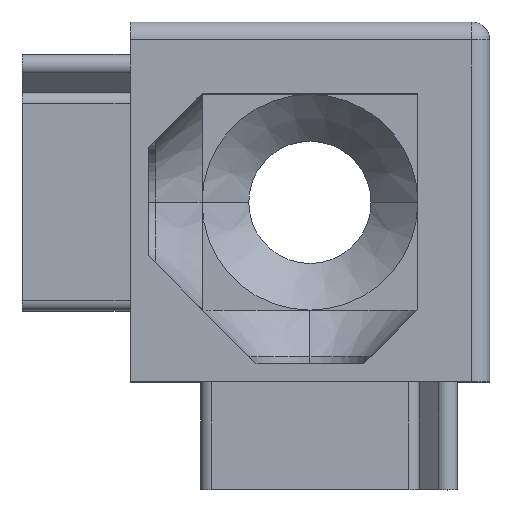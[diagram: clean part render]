
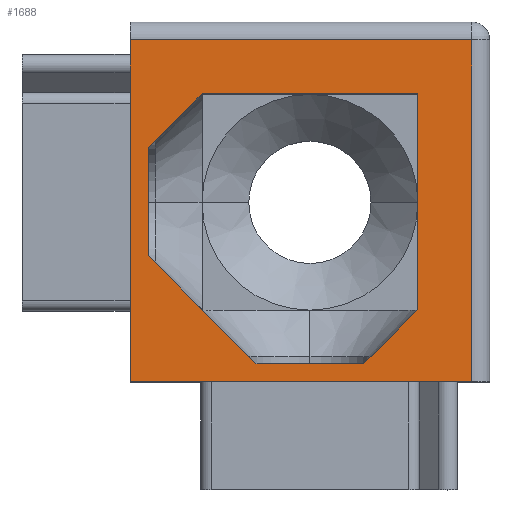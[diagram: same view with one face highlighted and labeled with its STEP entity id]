
A CAD part, top view. The second image highlights one B-rep face of the part: STEP entity #1688.
In plain terms, the highlighted planar face has unit normal (0, 0, 1).
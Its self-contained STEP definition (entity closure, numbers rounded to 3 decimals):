
#8 = VECTOR ( 'NONE', #165, 1000. ) ;
#29 = PLANE ( 'NONE',  #2613 ) ;
#31 = ORIENTED_EDGE ( 'NONE', *, *, #620, .T. ) ;
#33 = LINE ( 'NONE', #1683, #1289 ) ;
#38 = VERTEX_POINT ( 'NONE', #1796 ) ;
#40 = FACE_OUTER_BOUND ( 'NONE', #2034, .T. ) ;
#55 = DIRECTION ( 'NONE',  ( 0., -1., 0. ) ) ;
#60 = CARTESIAN_POINT ( 'NONE',  ( -1.5, -4.5, 5. ) ) ;
#69 = DIRECTION ( 'NONE',  ( -0.707, -0.707, 0. ) ) ;
#118 = CARTESIAN_POINT ( 'NONE',  ( -5., -5., 5. ) ) ;
#165 = DIRECTION ( 'NONE',  ( 1., 0., 0. ) ) ;
#250 = DIRECTION ( 'NONE',  ( 0., 0., -1. ) ) ;
#263 = DIRECTION ( 'NONE',  ( -1., 0., 0. ) ) ;
#298 = LINE ( 'NONE', #1318, #2060 ) ;
#320 = VECTOR ( 'NONE', #1344, 1000. ) ;
#323 = ORIENTED_EDGE ( 'NONE', *, *, #2240, .F. ) ;
#329 = EDGE_CURVE ( 'NONE', #1147, #1090, #298, .T. ) ;
#360 = EDGE_CURVE ( 'NONE', #766, #380, #1133, .T. ) ;
#380 = VERTEX_POINT ( 'NONE', #2154 ) ;
#392 = ORIENTED_EDGE ( 'NONE', *, *, #360, .F. ) ;
#395 = CARTESIAN_POINT ( 'NONE',  ( 0., 3., 5. ) ) ;
#452 = CARTESIAN_POINT ( 'NONE',  ( 0., -8., 5. ) ) ;
#457 = LINE ( 'NONE', #1895, #774 ) ;
#461 = EDGE_CURVE ( 'NONE', #1559, #848, #1212, .T. ) ;
#493 = CARTESIAN_POINT ( 'NONE',  ( -4.5, -8., 5. ) ) ;
#494 = ORIENTED_EDGE ( 'NONE', *, *, #329, .F. ) ;
#513 = DIRECTION ( 'NONE',  ( 0.707, -0.707, 0. ) ) ;
#549 = ORIENTED_EDGE ( 'NONE', *, *, #2103, .F. ) ;
#620 = EDGE_CURVE ( 'NONE', #2008, #1752, #1487, .T. ) ;
#637 = VECTOR ( 'NONE', #513, 1000. ) ;
#660 = VECTOR ( 'NONE', #263, 1000. ) ;
#752 = EDGE_CURVE ( 'NONE', #38, #2296, #457, .T. ) ;
#766 = VERTEX_POINT ( 'NONE', #60 ) ;
#767 = ORIENTED_EDGE ( 'NONE', *, *, #792, .T. ) ;
#774 = VECTOR ( 'NONE', #1272, 1000. ) ;
#792 = EDGE_CURVE ( 'NONE', #2296, #1090, #889, .T. ) ;
#799 = ORIENTED_EDGE ( 'NONE', *, *, #1774, .F. ) ;
#837 = LINE ( 'NONE', #1280, #660 ) ;
#848 = VERTEX_POINT ( 'NONE', #1991 ) ;
#889 = LINE ( 'NONE', #2303, #1447 ) ;
#894 = DIRECTION ( 'NONE',  ( 0., 1., 0. ) ) ;
#979 = ORIENTED_EDGE ( 'NONE', *, *, #2346, .F. ) ;
#1055 = CARTESIAN_POINT ( 'NONE',  ( -4.5, 1.5, 5. ) ) ;
#1067 = ORIENTED_EDGE ( 'NONE', *, *, #752, .T. ) ;
#1090 = VERTEX_POINT ( 'NONE', #1736 ) ;
#1124 = CARTESIAN_POINT ( 'NONE',  ( 4.5, 4.5, 5. ) ) ;
#1133 = LINE ( 'NONE', #1738, #320 ) ;
#1147 = VERTEX_POINT ( 'NONE', #118 ) ;
#1153 = CARTESIAN_POINT ( 'NONE',  ( -1., -7., 5. ) ) ;
#1212 = LINE ( 'NONE', #395, #8 ) ;
#1264 = EDGE_LOOP ( 'NONE', ( #1630, #549, #323, #392, #979, #31, #2248 ) ) ;
#1272 = DIRECTION ( 'NONE',  ( 0., 1., 0. ) ) ;
#1280 = CARTESIAN_POINT ( 'NONE',  ( 5., -5., 5. ) ) ;
#1289 = VECTOR ( 'NONE', #2477, 1000. ) ;
#1299 = DIRECTION ( 'NONE',  ( -1., 0., 0. ) ) ;
#1308 = CARTESIAN_POINT ( 'NONE',  ( -7., -1., 5. ) ) ;
#1309 = DIRECTION ( 'NONE',  ( 0., 1., 0. ) ) ;
#1318 = CARTESIAN_POINT ( 'NONE',  ( -5., -5., 5. ) ) ;
#1344 = DIRECTION ( 'NONE',  ( 1., 0., 0. ) ) ;
#1362 = CARTESIAN_POINT ( 'NONE',  ( -4.5, -1.5, 5. ) ) ;
#1447 = VECTOR ( 'NONE', #1299, 1000. ) ;
#1487 = LINE ( 'NONE', #493, #1830 ) ;
#1519 = LINE ( 'NONE', #2333, #637 ) ;
#1559 = VERTEX_POINT ( 'NONE', #1786 ) ;
#1630 = ORIENTED_EDGE ( 'NONE', *, *, #461, .T. ) ;
#1635 = VECTOR ( 'NONE', #2347, 1000. ) ;
#1665 = VERTEX_POINT ( 'NONE', #2185 ) ;
#1683 = CARTESIAN_POINT ( 'NONE',  ( 3., -8., 5. ) ) ;
#1688 = ADVANCED_FACE ( 'NONE', ( #1891, #40 ), #29, .F. ) ;
#1736 = CARTESIAN_POINT ( 'NONE',  ( -5., 4.5, 5. ) ) ;
#1738 = CARTESIAN_POINT ( 'NONE',  ( 0., -4.5, 5. ) ) ;
#1752 = VERTEX_POINT ( 'NONE', #1055 ) ;
#1774 = EDGE_CURVE ( 'NONE', #38, #1147, #837, .T. ) ;
#1786 = CARTESIAN_POINT ( 'NONE',  ( -3., 3., 5. ) ) ;
#1796 = CARTESIAN_POINT ( 'NONE',  ( 4.5, -5., 5. ) ) ;
#1830 = VECTOR ( 'NONE', #1309, 1000. ) ;
#1859 = EDGE_CURVE ( 'NONE', #1559, #1752, #2355, .T. ) ;
#1891 = FACE_BOUND ( 'NONE', #1264, .T. ) ;
#1895 = CARTESIAN_POINT ( 'NONE',  ( 4.5, 5., 5. ) ) ;
#1991 = CARTESIAN_POINT ( 'NONE',  ( 3., 3., 5. ) ) ;
#2008 = VERTEX_POINT ( 'NONE', #1362 ) ;
#2034 = EDGE_LOOP ( 'NONE', ( #494, #799, #1067, #767 ) ) ;
#2060 = VECTOR ( 'NONE', #894, 1000. ) ;
#2103 = EDGE_CURVE ( 'NONE', #1665, #848, #33, .T. ) ;
#2154 = CARTESIAN_POINT ( 'NONE',  ( 1.5, -4.5, 5. ) ) ;
#2176 = LINE ( 'NONE', #1153, #1635 ) ;
#2185 = CARTESIAN_POINT ( 'NONE',  ( 3., -3., 5. ) ) ;
#2240 = EDGE_CURVE ( 'NONE', #380, #1665, #2176, .T. ) ;
#2248 = ORIENTED_EDGE ( 'NONE', *, *, #1859, .F. ) ;
#2296 = VERTEX_POINT ( 'NONE', #1124 ) ;
#2303 = CARTESIAN_POINT ( 'NONE',  ( 0., 4.5, 5. ) ) ;
#2333 = CARTESIAN_POINT ( 'NONE',  ( 1., -7., 5. ) ) ;
#2346 = EDGE_CURVE ( 'NONE', #2008, #766, #1519, .T. ) ;
#2347 = DIRECTION ( 'NONE',  ( 0.707, 0.707, 0. ) ) ;
#2355 = LINE ( 'NONE', #1308, #2356 ) ;
#2356 = VECTOR ( 'NONE', #69, 1000. ) ;
#2477 = DIRECTION ( 'NONE',  ( 0., 1., 0. ) ) ;
#2613 = AXIS2_PLACEMENT_3D ( 'NONE', #452, #250, #55 ) ;
